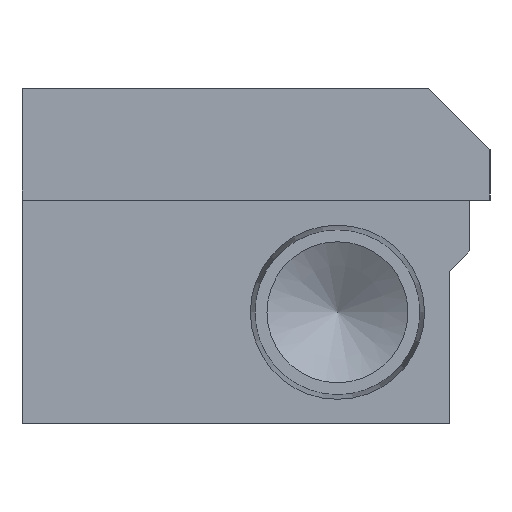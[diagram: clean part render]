
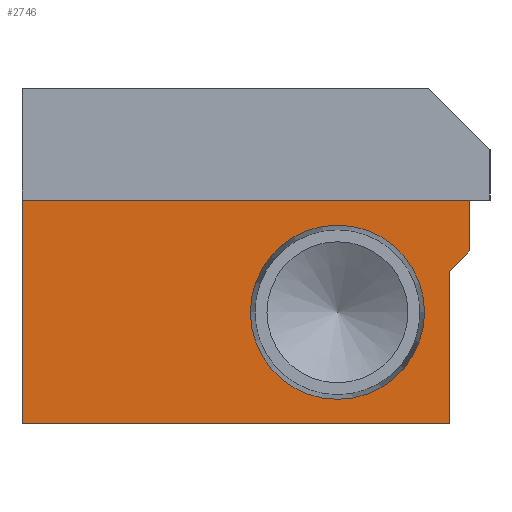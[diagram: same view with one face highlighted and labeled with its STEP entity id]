
A CAD part, left-side view. The second image highlights one B-rep face of the part: STEP entity #2746.
In plain terms, the highlighted planar face has unit normal (-1, 0, 0).
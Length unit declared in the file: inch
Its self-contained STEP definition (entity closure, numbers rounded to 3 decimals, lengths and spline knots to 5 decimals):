
#2201=CARTESIAN_POINT('',(-30.49994,-31.59839,-0.6875));
#2202=VERTEX_POINT('',#2201);
#2219=CARTESIAN_POINT('',(-30.49994,-32.91039,-0.6875));
#2220=VERTEX_POINT('',#2219);
#2227=CARTESIAN_POINT('',(-30.49994,-32.91039,-0.6875));
#2228=DIRECTION('',(0.0,1.0,0.0));
#2229=VECTOR('',#2228,1.312);
#2230=LINE('',#2227,#2229);
#2231=EDGE_CURVE('',#2220,#2202,#2230,.T.);
#2400=CARTESIAN_POINT('',(-30.49994,-32.29988,-0.3445));
#2401=VERTEX_POINT('',#2400);
#2402=CARTESIAN_POINT('',(-30.49994,-32.56739,-0.3445));
#2403=DIRECTION('',(1.0,0.0,0.0));
#2404=DIRECTION('',(0.0,1.0,0.0));
#2405=AXIS2_PLACEMENT_3D('',#2402,#2403,#2404);
#2406=CIRCLE('',#2405,0.26751);
#2407=EDGE_CURVE('',#2401,#2401,#2406,.T.);
#2567=CARTESIAN_POINT('',(-30.49994,-32.97339,-0.15625));
#2568=VERTEX_POINT('',#2567);
#2575=CARTESIAN_POINT('',(-30.49994,-32.91039,-0.21925));
#2576=VERTEX_POINT('',#2575);
#2577=CARTESIAN_POINT('',(-30.49994,-32.97339,-0.15625));
#2578=DIRECTION('',(0.0,0.707,-0.707));
#2579=VECTOR('',#2578,0.0891);
#2580=LINE('',#2577,#2579);
#2581=EDGE_CURVE('',#2568,#2576,#2580,.T.);
#2605=CARTESIAN_POINT('',(-30.49994,-32.97339,0.0));
#2606=VERTEX_POINT('',#2605);
#2613=CARTESIAN_POINT('',(-30.49994,-32.97339,0.0));
#2614=DIRECTION('',(0.0,0.0,-1.0));
#2615=VECTOR('',#2614,0.15625);
#2616=LINE('',#2613,#2615);
#2617=EDGE_CURVE('',#2606,#2568,#2616,.T.);
#2628=CARTESIAN_POINT('',(-30.49994,-31.59839,0.0));
#2629=VERTEX_POINT('',#2628);
#2638=CARTESIAN_POINT('',(-30.49994,-31.59839,0.0));
#2639=DIRECTION('',(0.0,-1.0,0.0));
#2640=VECTOR('',#2639,1.375);
#2641=LINE('',#2638,#2640);
#2642=EDGE_CURVE('',#2629,#2606,#2641,.T.);
#2675=CARTESIAN_POINT('',(-30.49994,-31.59839,-0.6875));
#2676=DIRECTION('',(0.0,0.0,1.0));
#2677=VECTOR('',#2676,0.6875);
#2678=LINE('',#2675,#2677);
#2679=EDGE_CURVE('',#2202,#2629,#2678,.T.);
#2703=CARTESIAN_POINT('',(-30.49994,-32.91039,-0.21925));
#2704=DIRECTION('',(0.0,0.0,-1.0));
#2705=VECTOR('',#2704,0.46825);
#2706=LINE('',#2703,#2705);
#2707=EDGE_CURVE('',#2576,#2220,#2706,.T.);
#2730=CARTESIAN_POINT('',(-30.49994,-32.27226,-0.33746));
#2731=DIRECTION('',(1.0,0.0,0.0));
#2732=DIRECTION('',(0.0,0.0,-1.0));
#2733=AXIS2_PLACEMENT_3D('',#2730,#2731,#2732);
#2734=PLANE('',#2733);
#2735=ORIENTED_EDGE('',*,*,#2707,.F.);
#2736=ORIENTED_EDGE('',*,*,#2581,.F.);
#2737=ORIENTED_EDGE('',*,*,#2617,.F.);
#2738=ORIENTED_EDGE('',*,*,#2642,.F.);
#2739=ORIENTED_EDGE('',*,*,#2679,.F.);
#2740=ORIENTED_EDGE('',*,*,#2231,.F.);
#2741=EDGE_LOOP('',(#2735,#2736,#2737,#2738,#2739,#2740));
#2742=FACE_OUTER_BOUND('',#2741,.T.);
#2743=ORIENTED_EDGE('',*,*,#2407,.T.);
#2744=EDGE_LOOP('',(#2743));
#2745=FACE_BOUND('',#2744,.T.);
#2746=ADVANCED_FACE('',(#2742,#2745),#2734,.F.);
